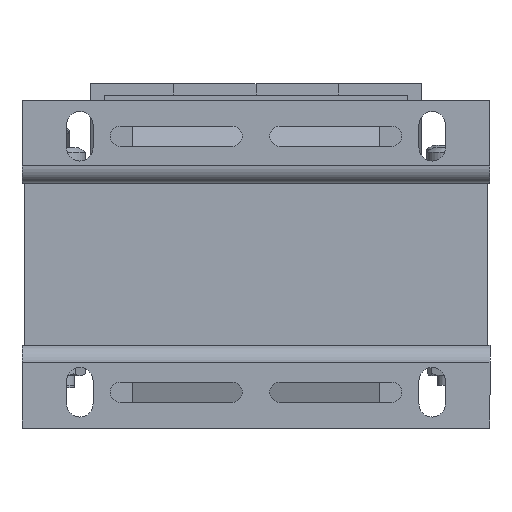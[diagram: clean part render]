
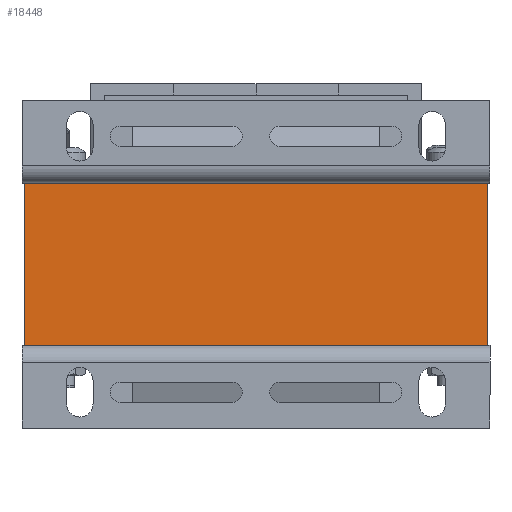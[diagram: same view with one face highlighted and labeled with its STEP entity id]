
A CAD part, front view. The second image highlights one B-rep face of the part: STEP entity #18448.
In plain terms, the highlighted planar face has unit normal (0, -1, 0).
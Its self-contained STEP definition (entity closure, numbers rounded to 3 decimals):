
#329 = CARTESIAN_POINT ( 'NONE',  ( -42., -35., -14.75 ) ) ;
#385 = CARTESIAN_POINT ( 'NONE',  ( 0., -35., 14.75 ) ) ;
#1092 = CARTESIAN_POINT ( 'NONE',  ( 0., -35., -14.75 ) ) ;
#2039 = DIRECTION ( 'NONE',  ( 1., 0., 0. ) ) ;
#2425 = LINE ( 'NONE', #17285, #4423 ) ;
#2642 = CARTESIAN_POINT ( 'NONE',  ( 42., -35., -14.75 ) ) ;
#2966 = DIRECTION ( 'NONE',  ( 0., 1., 0. ) ) ;
#3424 = LINE ( 'NONE', #1092, #19266 ) ;
#3837 = LINE ( 'NONE', #385, #22888 ) ;
#4013 = EDGE_CURVE ( 'Defeature ausgef�hrt2_88+Defeature ausgef�hrt2_87+Defeature ausgef�hrt2_32+Defeature ausgef�hrt2_154', #22529, #11827, #16195, .T. ) ;
#4423 = VECTOR ( 'NONE', #6323, 1000. ) ;
#5288 = EDGE_LOOP ( 'NONE', ( #18794, #5682, #12369, #10581 ) ) ;
#5682 = ORIENTED_EDGE ( 'NONE', *, *, #4013, .F. ) ;
#6323 = DIRECTION ( 'NONE',  ( 0., 0., -1. ) ) ;
#9452 = EDGE_CURVE ( 'Defeature ausgef�hrt2_87+Defeature ausgef�hrt2_86+Defeature ausgef�hrt2_32+Defeature ausgef�hrt2_154', #23011, #15317, #2425, .T. ) ;
#9826 = AXIS2_PLACEMENT_3D ( 'NONE', #21514, #2966, #23529 ) ;
#10368 = PLANE ( 'NONE',  #9826 ) ;
#10581 = ORIENTED_EDGE ( 'NONE', *, *, #9452, .T. ) ;
#10802 = FACE_OUTER_BOUND ( 'NONE', #5288, .T. ) ;
#11040 = CARTESIAN_POINT ( 'NONE',  ( -42., -35., 14.75 ) ) ;
#11827 = VERTEX_POINT ( 'NONE', #2642 ) ;
#12369 = ORIENTED_EDGE ( 'NONE', *, *, #19151, .F. ) ;
#12415 = DIRECTION ( 'NONE',  ( 0., 0., -1. ) ) ;
#15317 = VERTEX_POINT ( 'NONE', #329 ) ;
#15868 = DIRECTION ( 'NONE',  ( 1., 0., 0. ) ) ;
#16027 = CARTESIAN_POINT ( 'NONE',  ( 42., -35., 14.75 ) ) ;
#16195 = LINE ( 'NONE', #16027, #21103 ) ;
#16451 = EDGE_CURVE ( 'Defeature ausgef�hrt2_87+Defeature ausgef�hrt2_154+Defeature ausgef�hrt2_86+Defeature ausgef�hrt2_88', #15317, #11827, #3424, .T. ) ;
#17285 = CARTESIAN_POINT ( 'NONE',  ( -42., -35., 14.75 ) ) ;
#18448 = ADVANCED_FACE ( 'Defeature ausgef�hrt2_87', ( #10802 ), #10368, .F. ) ;
#18794 = ORIENTED_EDGE ( 'NONE', *, *, #16451, .T. ) ;
#19151 = EDGE_CURVE ( 'Defeature ausgef�hrt2_32+Defeature ausgef�hrt2_87+Defeature ausgef�hrt2_86+Defeature ausgef�hrt2_88', #23011, #22529, #3837, .T. ) ;
#19266 = VECTOR ( 'NONE', #15868, 1000. ) ;
#21103 = VECTOR ( 'NONE', #12415, 1000. ) ;
#21514 = CARTESIAN_POINT ( 'NONE',  ( 0., -35., 14.75 ) ) ;
#21904 = CARTESIAN_POINT ( 'NONE',  ( 42., -35., 14.75 ) ) ;
#22529 = VERTEX_POINT ( 'NONE', #21904 ) ;
#22888 = VECTOR ( 'NONE', #2039, 1000. ) ;
#23011 = VERTEX_POINT ( 'NONE', #11040 ) ;
#23529 = DIRECTION ( 'NONE',  ( 0., 0., 1. ) ) ;
